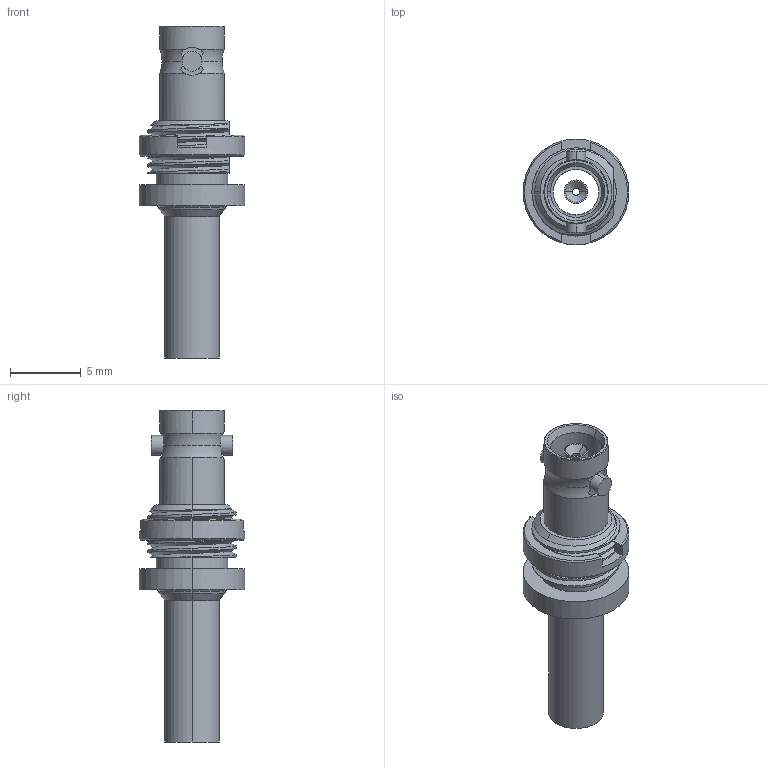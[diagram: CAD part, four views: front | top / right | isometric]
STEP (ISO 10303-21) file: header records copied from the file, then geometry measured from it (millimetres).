
FILE_DESCRIPTION (( 'STEP AP214' ), '1' );
FILE_NAME ('67-254-B66-BI.STEP', '2024-07-30T15:50:45', ( '' ), ( '' ), 'SwSTEP 2.0', 'SolidWorks 2023', '' );
FILE_SCHEMA (( 'AUTOMOTIVE_DESIGN' ));
Length unit declared in the file: millimetre
Products named in the file (1): 67-254-B66-BI
Bounding box: 7.5 x 7.5 x 23.53 mm (x, y, z)
Surface area: 719.5 mm2 (no closed solid volume)
Topology: 0 solids, 5 shells, 112 faces, 317 edges, 207 vertices
Faces by surface type: cylinder 44, plane 24, cone 18, bspline 16, torus 10
Entity records: 7350 total; most frequent: CARTESIAN_POINT 4713, ORIENTED_EDGE 582, DIRECTION 495, EDGE_CURVE 317, VERTEX_POINT 207, AXIS2_PLACEMENT_3D 206, EDGE_LOOP 120, FACE_OUTER_BOUND 112
